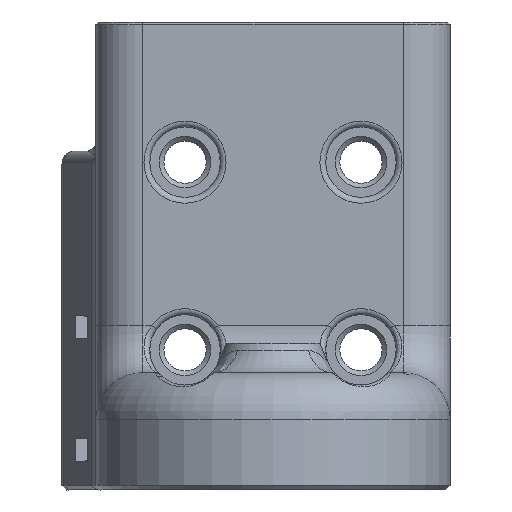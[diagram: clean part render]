
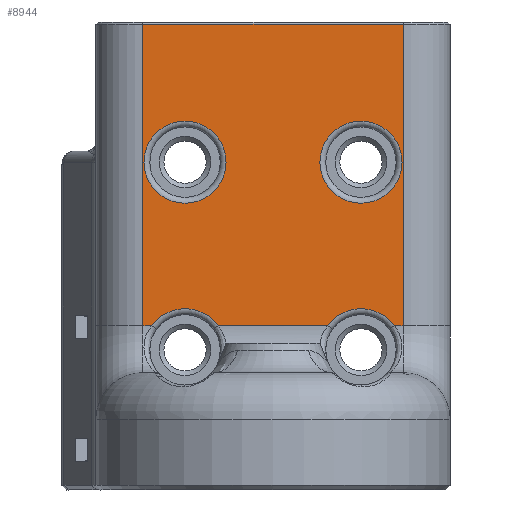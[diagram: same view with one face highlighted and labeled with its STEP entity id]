
A CAD part, front view. The second image highlights one B-rep face of the part: STEP entity #8944.
In plain terms, the highlighted planar face has unit normal (0, -1, 0).
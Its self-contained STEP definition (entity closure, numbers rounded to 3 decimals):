
#217=FACE_BOUND('',#1584,.T.);
#218=FACE_BOUND('',#1585,.T.);
#412=PLANE('',#9882);
#1008=FACE_OUTER_BOUND('',#1583,.T.);
#1583=EDGE_LOOP('',(#7877,#7878,#7879,#7880,#7881,#7882,#7883,#7884));
#1584=EDGE_LOOP('',(#7885));
#1585=EDGE_LOOP('',(#7886));
#2090=LINE('',#14232,#2856);
#2370=LINE('',#15744,#3136);
#2371=LINE('',#15746,#3137);
#2372=LINE('',#15750,#3138);
#2373=LINE('',#15754,#3139);
#2374=LINE('',#15755,#3140);
#2856=VECTOR('',#11282,10.);
#3136=VECTOR('',#12372,10.);
#3137=VECTOR('',#12373,10.);
#3138=VECTOR('',#12376,10.);
#3139=VECTOR('',#12379,10.);
#3140=VECTOR('',#12380,10.);
#3605=CIRCLE('',#9878,3.5);
#3609=CIRCLE('',#9883,3.5);
#3610=CIRCLE('',#9884,3.5);
#3611=CIRCLE('',#9885,3.5);
#4051=VERTEX_POINT('',#14226);
#4052=VERTEX_POINT('',#14230);
#4346=VERTEX_POINT('',#15735);
#4349=VERTEX_POINT('',#15743);
#4350=VERTEX_POINT('',#15745);
#4351=VERTEX_POINT('',#15747);
#4352=VERTEX_POINT('',#15749);
#4353=VERTEX_POINT('',#15751);
#4354=VERTEX_POINT('',#15753);
#4355=VERTEX_POINT('',#15756);
#5042=EDGE_CURVE('',#4052,#4051,#2090,.T.);
#5551=EDGE_CURVE('',#4346,#4346,#3605,.T.);
#5555=EDGE_CURVE('',#4349,#4052,#2370,.T.);
#5556=EDGE_CURVE('',#4350,#4349,#2371,.T.);
#5557=EDGE_CURVE('',#4351,#4350,#3609,.T.);
#5558=EDGE_CURVE('',#4352,#4351,#2372,.T.);
#5559=EDGE_CURVE('',#4353,#4352,#3610,.T.);
#5560=EDGE_CURVE('',#4354,#4353,#2373,.T.);
#5561=EDGE_CURVE('',#4051,#4354,#2374,.T.);
#5562=EDGE_CURVE('',#4355,#4355,#3611,.T.);
#7877=ORIENTED_EDGE('',*,*,#5042,.F.);
#7878=ORIENTED_EDGE('',*,*,#5555,.F.);
#7879=ORIENTED_EDGE('',*,*,#5556,.F.);
#7880=ORIENTED_EDGE('',*,*,#5557,.F.);
#7881=ORIENTED_EDGE('',*,*,#5558,.F.);
#7882=ORIENTED_EDGE('',*,*,#5559,.F.);
#7883=ORIENTED_EDGE('',*,*,#5560,.F.);
#7884=ORIENTED_EDGE('',*,*,#5561,.F.);
#7885=ORIENTED_EDGE('',*,*,#5562,.F.);
#7886=ORIENTED_EDGE('',*,*,#5551,.F.);
#8944=ADVANCED_FACE('',(#1008,#217,#218),#412,.F.);
#9878=AXIS2_PLACEMENT_3D('',#15736,#12362,#12363);
#9882=AXIS2_PLACEMENT_3D('',#15742,#12370,#12371);
#9883=AXIS2_PLACEMENT_3D('',#15748,#12374,#12375);
#9884=AXIS2_PLACEMENT_3D('',#15752,#12377,#12378);
#9885=AXIS2_PLACEMENT_3D('',#15757,#12381,#12382);
#11282=DIRECTION('',(1.,0.,0.));
#12362=DIRECTION('center_axis',(0.,-1.,0.));
#12363=DIRECTION('ref_axis',(1.,0.,0.));
#12370=DIRECTION('center_axis',(0.,1.,0.));
#12371=DIRECTION('ref_axis',(0.,0.,1.));
#12372=DIRECTION('',(0.,0.,1.));
#12373=DIRECTION('',(-1.,0.,0.));
#12374=DIRECTION('center_axis',(0.,-1.,0.));
#12375=DIRECTION('ref_axis',(0.,0.,
1.));
#12376=DIRECTION('',(-1.,0.,0.));
#12377=DIRECTION('center_axis',(0.,-1.,0.));
#12378=DIRECTION('ref_axis',(0.,0.,
1.));
#12379=DIRECTION('',(-1.,0.,0.));
#12380=DIRECTION('',(0.,0.,-1.));
#12381=DIRECTION('center_axis',(0.,-1.,0.));
#12382=DIRECTION('ref_axis',(1.,0.,0.));
#14226=CARTESIAN_POINT('',(72.502,-73.719,-271.081));
#14230=CARTESIAN_POINT('',(50.302,-73.719,-271.081));
#14232=CARTESIAN_POINT('',(60.676,-73.719,-271.081));
#15735=CARTESIAN_POINT('',(68.898,-73.719,-286.331));
#15736=CARTESIAN_POINT('Origin',(68.898,-73.719,-282.831));
#15742=CARTESIAN_POINT('Origin',(61.402,-73.719,-285.831));
#15743=CARTESIAN_POINT('',(50.302,-73.719,-296.781));
#15744=CARTESIAN_POINT('',(50.302,-73.719,-298.306));
#15745=CARTESIAN_POINT('',(51.061,-73.719,-296.781));
#15746=CARTESIAN_POINT('',(52.4,-73.719,-296.781));
#15747=CARTESIAN_POINT('',(56.735,-73.719,-296.781));
#15748=CARTESIAN_POINT('Origin',(53.898,-73.719,-298.831));
#15749=CARTESIAN_POINT('',(66.061,-73.719,-296.781));
#15750=CARTESIAN_POINT('',(52.4,-73.719,-296.781));
#15751=CARTESIAN_POINT('',(71.735,-73.719,-296.781));
#15752=CARTESIAN_POINT('Origin',(68.898,-73.719,-298.831));
#15753=CARTESIAN_POINT('',(72.502,-73.719,-296.781));
#15754=CARTESIAN_POINT('',(52.4,-73.719,-296.781));
#15755=CARTESIAN_POINT('',(72.502,-73.719,-298.306));
#15756=CARTESIAN_POINT('',(53.898,-73.719,-286.331));
#15757=CARTESIAN_POINT('Origin',(53.898,-73.719,-282.831));
